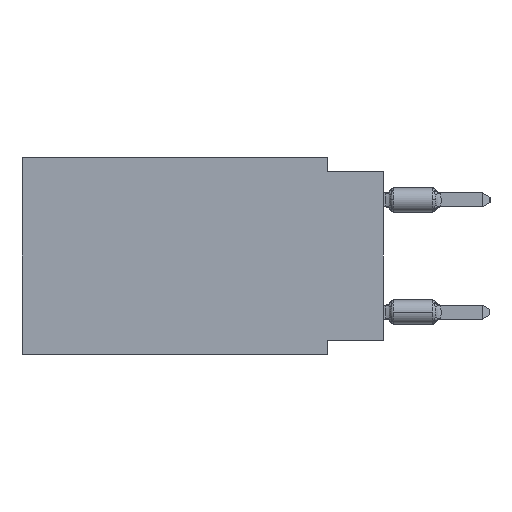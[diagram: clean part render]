
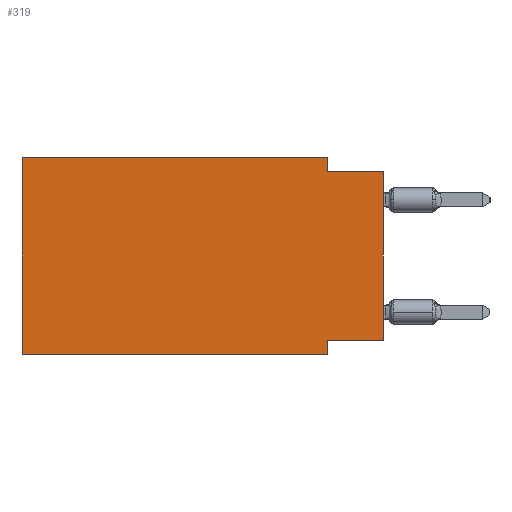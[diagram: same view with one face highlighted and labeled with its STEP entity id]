
A CAD part, left-side view. The second image highlights one B-rep face of the part: STEP entity #319.
In plain terms, the highlighted planar face has unit normal (-1, 0, 0).
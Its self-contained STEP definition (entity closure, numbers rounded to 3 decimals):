
#204 = CARTESIAN_POINT ( 'NONE',  ( 0., 0., 0. ) ) ;
#319 = ADVANCED_FACE ( 'NONE', ( #30261 ), #11671, .F. ) ;
#1740 = ORIENTED_EDGE ( 'NONE', *, *, #14132, .F. ) ;
#2060 = EDGE_CURVE ( 'NONE', #29838, #13615, #16629, .T. ) ;
#2985 = VERTEX_POINT ( 'NONE', #24922 ) ;
#3185 = CARTESIAN_POINT ( 'NONE',  ( 0., 2.54, 0. ) ) ;
#3229 = ORIENTED_EDGE ( 'NONE', *, *, #4662, .T. ) ;
#3684 = VERTEX_POINT ( 'NONE', #12065 ) ;
#4036 = DIRECTION ( 'NONE',  ( 0., 0., 1. ) ) ;
#4242 = EDGE_CURVE ( 'NONE', #28514, #8385, #6673, .T. ) ;
#4362 = DIRECTION ( 'NONE',  ( 0., -1., 0. ) ) ;
#4406 = ORIENTED_EDGE ( 'NONE', *, *, #9966, .F. ) ;
#4662 = EDGE_CURVE ( 'NONE', #9874, #3684, #23598, .T. ) ;
#5303 = VECTOR ( 'NONE', #27036, 1000. ) ;
#5364 = ORIENTED_EDGE ( 'NONE', *, *, #2060, .F. ) ;
#5726 = CARTESIAN_POINT ( 'NONE',  ( 0., 16.383, -8.89 ) ) ;
#5962 = DIRECTION ( 'NONE',  ( 0., 0., -1. ) ) ;
#6673 = LINE ( 'NONE', #18385, #16193 ) ;
#7549 = CARTESIAN_POINT ( 'NONE',  ( 0., 2.54, -8.89 ) ) ;
#7905 = LINE ( 'NONE', #5726, #11668 ) ;
#8061 = EDGE_CURVE ( 'NONE', #2985, #3684, #9615, .T. ) ;
#8385 = VERTEX_POINT ( 'NONE', #3185 ) ;
#8414 = ORIENTED_EDGE ( 'NONE', *, *, #4242, .F. ) ;
#8597 = CARTESIAN_POINT ( 'NONE',  ( 0., 0., -8.255 ) ) ;
#9434 = CARTESIAN_POINT ( 'NONE',  ( 0., 16.383, -8.89 ) ) ;
#9615 = LINE ( 'NONE', #26492, #18704 ) ;
#9874 = VERTEX_POINT ( 'NONE', #15436 ) ;
#9966 = EDGE_CURVE ( 'NONE', #28080, #28514, #25562, .T. ) ;
#10852 = EDGE_LOOP ( 'NONE', ( #3229, #27398, #11540, #8414, #4406, #21715, #5364, #1740 ) ) ;
#11044 = DIRECTION ( 'NONE',  ( 1., 0., 0. ) ) ;
#11540 = ORIENTED_EDGE ( 'NONE', *, *, #15388, .F. ) ;
#11668 = VECTOR ( 'NONE', #17738, 1000. ) ;
#11671 = PLANE ( 'NONE',  #15231 ) ;
#11970 = DIRECTION ( 'NONE',  ( 0., -1., 0. ) ) ;
#12038 = CARTESIAN_POINT ( 'NONE',  ( 0., 2.54, -8.255 ) ) ;
#12065 = CARTESIAN_POINT ( 'NONE',  ( 0., 0., -0.635 ) ) ;
#12322 = VECTOR ( 'NONE', #17075, 1000. ) ;
#13558 = CARTESIAN_POINT ( 'NONE',  ( 0., 16.383, 0. ) ) ;
#13615 = VERTEX_POINT ( 'NONE', #19887 ) ;
#14132 = EDGE_CURVE ( 'NONE', #9874, #29838, #20006, .T. ) ;
#15231 = AXIS2_PLACEMENT_3D ( 'NONE', #13558, #11044, #30720 ) ;
#15388 = EDGE_CURVE ( 'NONE', #8385, #2985, #17662, .T. ) ;
#15436 = CARTESIAN_POINT ( 'NONE',  ( 0., 0., -8.255 ) ) ;
#16193 = VECTOR ( 'NONE', #4362, 1000. ) ;
#16629 = LINE ( 'NONE', #7549, #12322 ) ;
#17075 = DIRECTION ( 'NONE',  ( 0., 0., -1. ) ) ;
#17662 = LINE ( 'NONE', #17820, #26352 ) ;
#17738 = DIRECTION ( 'NONE',  ( 0., -1., 0. ) ) ;
#17820 = CARTESIAN_POINT ( 'NONE',  ( 0., 2.54, 0. ) ) ;
#18385 = CARTESIAN_POINT ( 'NONE',  ( 0., 16.383, 0. ) ) ;
#18597 = CARTESIAN_POINT ( 'NONE',  ( 0., 16.383, 0. ) ) ;
#18704 = VECTOR ( 'NONE', #11970, 1000. ) ;
#18958 = EDGE_CURVE ( 'NONE', #28080, #13615, #7905, .T. ) ;
#19887 = CARTESIAN_POINT ( 'NONE',  ( 0., 2.54, -8.89 ) ) ;
#20006 = LINE ( 'NONE', #8597, #5303 ) ;
#21715 = ORIENTED_EDGE ( 'NONE', *, *, #18958, .T. ) ;
#23598 = LINE ( 'NONE', #204, #28610 ) ;
#24922 = CARTESIAN_POINT ( 'NONE',  ( 0., 2.54, -0.635 ) ) ;
#25252 = CARTESIAN_POINT ( 'NONE',  ( 0., 16.383, 0. ) ) ;
#25562 = LINE ( 'NONE', #25252, #28208 ) ;
#26352 = VECTOR ( 'NONE', #5962, 1000. ) ;
#26492 = CARTESIAN_POINT ( 'NONE',  ( 0., 0., -0.635 ) ) ;
#27036 = DIRECTION ( 'NONE',  ( 0., 1., 0. ) ) ;
#27398 = ORIENTED_EDGE ( 'NONE', *, *, #8061, .F. ) ;
#28080 = VERTEX_POINT ( 'NONE', #9434 ) ;
#28208 = VECTOR ( 'NONE', #4036, 1000. ) ;
#28514 = VERTEX_POINT ( 'NONE', #18597 ) ;
#28610 = VECTOR ( 'NONE', #30776, 1000. ) ;
#29838 = VERTEX_POINT ( 'NONE', #12038 ) ;
#30261 = FACE_OUTER_BOUND ( 'NONE', #10852, .T. ) ;
#30720 = DIRECTION ( 'NONE',  ( 0., 0., -1. ) ) ;
#30776 = DIRECTION ( 'NONE',  ( 0., 0., 1. ) ) ;
